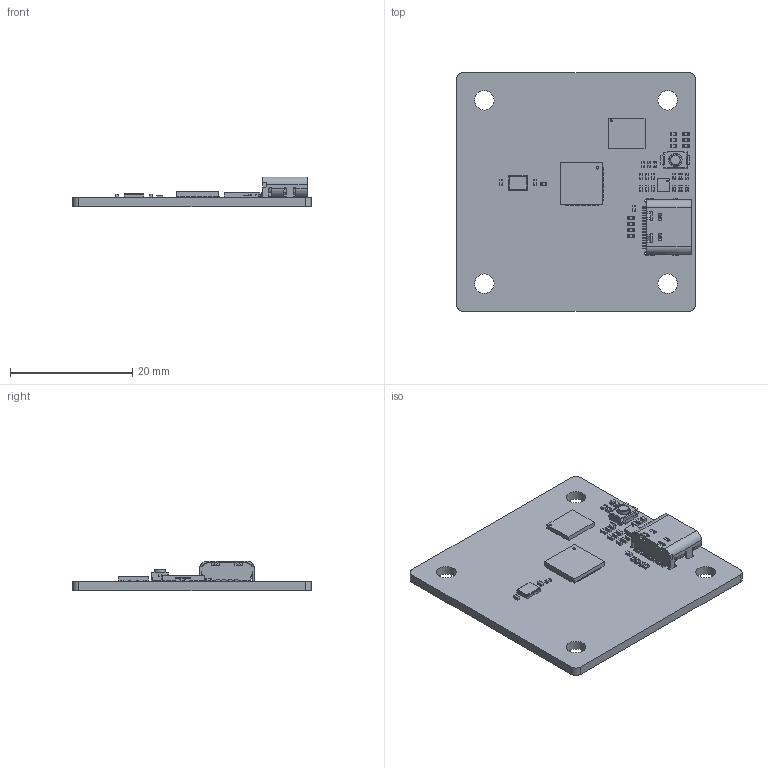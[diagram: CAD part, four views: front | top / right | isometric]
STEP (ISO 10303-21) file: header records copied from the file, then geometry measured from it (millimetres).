
FILE_DESCRIPTION(('KiCad electronic assembly'),'2;1');
FILE_NAME('customDevboard.step','2025-12-15T19:47:11',('Pcbnew'),( 'Kicad'),'Open CASCADE STEP processor 7.9','KiCad to STEP converter' ,'Unknown');
FILE_SCHEMA(('AUTOMOTIVE_DESIGN { 1 0 10303 214 1 1 1 1 }'));
Length unit declared in the file: millimetre
Products named in the file (12): customDevboard 1; WSON-8-1EP_6x5mm_P1.27mm_EP3.4x4.3mm; C_0402_1005Metric; R_0402_1005Metric; SW_Push_SPST_NO_Alps_SKRK; LED_0402_1005Metric; QFN-56-1EP_7x7mm_P0.4mm_EP3.2x3.2mm; WSON-6-1EP_2x2mm_P0.65mm_EP1x1.6mm; TYPE-C-31-M-12--3DModel-STEP-56544; TYPE-C-31-M-12; Crystal_SMD_3225-4Pin_3.2x2.5mm; customDevboard_PCB
Assembly tree (37 placements, depth 3):
  customDevboard 1
    WSON-8-1EP_6x5mm_P1.27mm_EP3.4x4.3mm
    C_0402_1005Metric  x18
    R_0402_1005Metric  x9
    SW_Push_SPST_NO_Alps_SKRK
    LED_0402_1005Metric  x2
    QFN-56-1EP_7x7mm_P0.4mm_EP3.2x3.2mm
    WSON-6-1EP_2x2mm_P0.65mm_EP1x1.6mm
    TYPE-C-31-M-12--3DModel-STEP-56544
      TYPE-C-31-M-12
    Crystal_SMD_3225-4Pin_3.2x2.5mm
    customDevboard_PCB
Bounding box: 39 x 39 x 4.91 mm (x, y, z)
Volume: 2449.6 mm3; surface area: 4173.5 mm2
Topology: 77 solids, 77 shells, 2176 faces, 5717 edges, 3739 vertices
Faces by surface type: plane 1676, cylinder 479, cone 20, torus 1
Full cylindrical faces by diameter (mm): 0.25 x1, 0.35 x1, 0.4 x1, 0.65 x2, 1.8 x1, 2.2 x1, 3.2 x4
Entity records: 50807 total; most frequent: CARTESIAN_POINT 8061, ORIENTED_EDGE 7640, DIRECTION 7088, EDGE_CURVE 3816, LINE 3352, VECTOR 3352, VERTEX_POINT 2485, AXIS2_PLACEMENT_3D 1868
